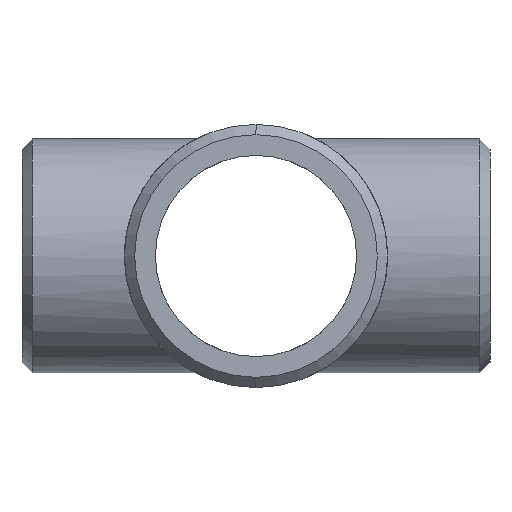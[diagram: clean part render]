
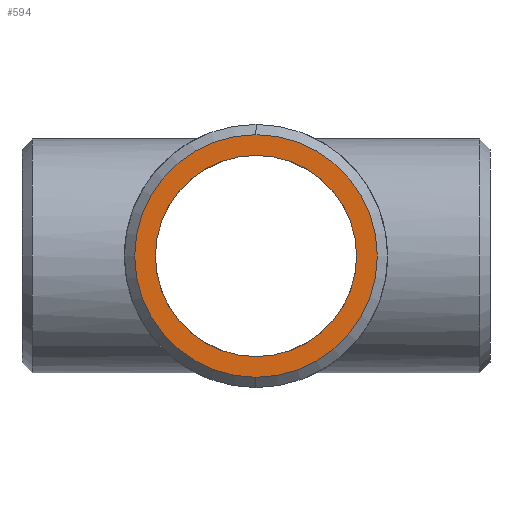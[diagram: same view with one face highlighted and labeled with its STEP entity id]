
A CAD part, left-side view. The second image highlights one B-rep face of the part: STEP entity #594.
In plain terms, the highlighted planar face has unit normal (-1, 0, 0).
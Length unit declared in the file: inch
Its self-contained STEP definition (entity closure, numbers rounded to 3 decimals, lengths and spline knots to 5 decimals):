
#53 = AXIS2_PLACEMENT_3D ( 'NONE', #444, #983, #675 ) ;
#89 = CARTESIAN_POINT ( 'NONE',  ( -4.12, 0., -2.073 ) ) ;
#100 = DIRECTION ( 'NONE',  ( 1., 0., 0. ) ) ;
#209 = EDGE_CURVE ( 'NONE', #1258, #691, #507, .T. ) ;
#270 = EDGE_LOOP ( 'NONE', ( #967, #520 ) ) ;
#339 = EDGE_LOOP ( 'NONE', ( #1103, #633 ) ) ;
#354 = DIRECTION ( 'NONE',  ( 1., 0., 0. ) ) ;
#372 = VERTEX_POINT ( 'NONE', #714 ) ;
#394 = DIRECTION ( 'NONE',  ( 0., 0., 1. ) ) ;
#422 = CARTESIAN_POINT ( 'NONE',  ( -4.12, 0., 0. ) ) ;
#444 = CARTESIAN_POINT ( 'NONE',  ( -4.12, 0., 0. ) ) ;
#501 = FACE_OUTER_BOUND ( 'NONE', #270, .T. ) ;
#507 = CIRCLE ( 'NONE', #1360, 2.073 ) ;
#520 = ORIENTED_EDGE ( 'NONE', *, *, #1084, .T. ) ;
#545 = AXIS2_PLACEMENT_3D ( 'NONE', #422, #100, #608 ) ;
#594 = ADVANCED_FACE ( 'NONE', ( #501, #1164 ), #739, .T. ) ;
#608 = DIRECTION ( 'NONE',  ( 0., 0., 1. ) ) ;
#631 = DIRECTION ( 'NONE',  ( 0., 0., -1. ) ) ;
#633 = ORIENTED_EDGE ( 'NONE', *, *, #1142, .T. ) ;
#673 = VERTEX_POINT ( 'NONE', #812 ) ;
#675 = DIRECTION ( 'NONE',  ( 0., 0., 1. ) ) ;
#691 = VERTEX_POINT ( 'NONE', #921 ) ;
#710 = CARTESIAN_POINT ( 'NONE',  ( -4.12, 0., 0. ) ) ;
#714 = CARTESIAN_POINT ( 'NONE',  ( -4.12, 0., 1.719 ) ) ;
#739 = PLANE ( 'NONE',  #1247 ) ;
#785 = CIRCLE ( 'NONE', #53, 2.073 ) ;
#812 = CARTESIAN_POINT ( 'NONE',  ( -4.12, 0., -1.719 ) ) ;
#921 = CARTESIAN_POINT ( 'NONE',  ( -4.12, 0., 2.073 ) ) ;
#923 = AXIS2_PLACEMENT_3D ( 'NONE', #975, #354, #1295 ) ;
#967 = ORIENTED_EDGE ( 'NONE', *, *, #209, .T. ) ;
#975 = CARTESIAN_POINT ( 'NONE',  ( -4.12, 0., 0. ) ) ;
#983 = DIRECTION ( 'NONE',  ( -1., 0., 0. ) ) ;
#1035 = DIRECTION ( 'NONE',  ( -1., 0., 0. ) ) ;
#1061 = EDGE_CURVE ( 'NONE', #372, #673, #1214, .T. ) ;
#1084 = EDGE_CURVE ( 'NONE', #691, #1258, #785, .T. ) ;
#1103 = ORIENTED_EDGE ( 'NONE', *, *, #1061, .T. ) ;
#1142 = EDGE_CURVE ( 'NONE', #673, #372, #1151, .T. ) ;
#1151 = CIRCLE ( 'NONE', #545, 1.719 ) ;
#1164 = FACE_BOUND ( 'NONE', #339, .T. ) ;
#1214 = CIRCLE ( 'NONE', #923, 1.719 ) ;
#1247 = AXIS2_PLACEMENT_3D ( 'NONE', #1253, #1359, #631 ) ;
#1253 = CARTESIAN_POINT ( 'NONE',  ( -4.12, 0., 0. ) ) ;
#1258 = VERTEX_POINT ( 'NONE', #89 ) ;
#1295 = DIRECTION ( 'NONE',  ( 0., 0., 1. ) ) ;
#1359 = DIRECTION ( 'NONE',  ( -1., 0., 0. ) ) ;
#1360 = AXIS2_PLACEMENT_3D ( 'NONE', #710, #1035, #394 ) ;
